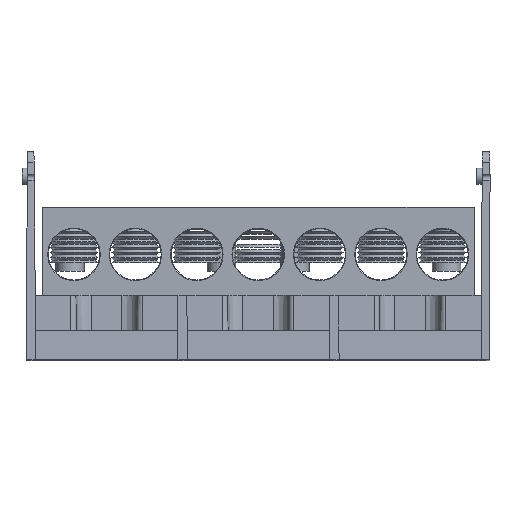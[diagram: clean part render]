
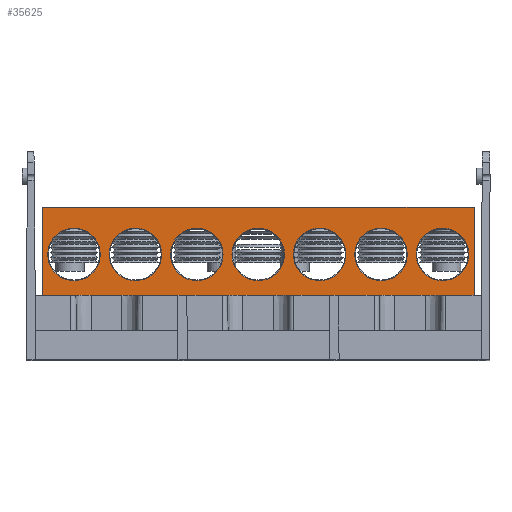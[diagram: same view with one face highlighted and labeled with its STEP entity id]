
A CAD part, top view. The second image highlights one B-rep face of the part: STEP entity #35625.
In plain terms, the highlighted planar face has unit normal (0, 0, 1).
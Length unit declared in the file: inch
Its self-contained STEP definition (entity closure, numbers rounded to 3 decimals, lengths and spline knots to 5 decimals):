
#66 = CIRCLE ( 'NONE', #41982, 0.4475 ) ;
#86 = EDGE_LOOP ( 'NONE', ( #50506 ) ) ;
#439 = FACE_BOUND ( 'NONE', #23889, .T. ) ;
#512 = CARTESIAN_POINT ( 'NONE',  ( 1.045, -0.05, 1.75 ) ) ;
#2041 = CARTESIAN_POINT ( 'NONE',  ( -1.6425, -0.05, 1.75 ) ) ;
#2529 = VERTEX_POINT ( 'NONE', #20434 ) ;
#2564 = VECTOR ( 'NONE', #32962, 39.37008 ) ;
#3027 = EDGE_CURVE ( 'NONE', #8847, #7478, #13167, .T. ) ;
#3153 = DIRECTION ( 'NONE',  ( 1., 0., 0. ) ) ;
#4098 = EDGE_CURVE ( 'NONE', #9913, #34808, #49054, .T. ) ;
#4285 = EDGE_LOOP ( 'NONE', ( #46868 ) ) ;
#4540 = DIRECTION ( 'NONE',  ( 1., 0., 0. ) ) ;
#4996 = DIRECTION ( 'NONE',  ( 0., -1., 0. ) ) ;
#5164 = CARTESIAN_POINT ( 'NONE',  ( 3.675, -0.75, 1.75 ) ) ;
#5541 = CARTESIAN_POINT ( 'NONE',  ( -1.045, -0.05, 1.75 ) ) ;
#6812 = VERTEX_POINT ( 'NONE', #2041 ) ;
#7478 = VERTEX_POINT ( 'NONE', #15121 ) ;
#7811 = DIRECTION ( 'NONE',  ( 0., 0., 1. ) ) ;
#8300 = VECTOR ( 'NONE', #4996, 39.37008 ) ;
#8579 = EDGE_LOOP ( 'NONE', ( #18909 ) ) ;
#8847 = VERTEX_POINT ( 'NONE', #18124 ) ;
#9013 = CARTESIAN_POINT ( 'NONE',  ( 1.4925, -0.05, 1.75 ) ) ;
#9552 = DIRECTION ( 'NONE',  ( 1., 0., 0. ) ) ;
#9849 = CARTESIAN_POINT ( 'NONE',  ( -3.135, -0.05, 1.75 ) ) ;
#9913 = VERTEX_POINT ( 'NONE', #43591 ) ;
#10129 = EDGE_CURVE ( 'NONE', #12605, #12605, #11614, .T. ) ;
#10923 = CARTESIAN_POINT ( 'NONE',  ( -0.5975, -0.05, 1.75 ) ) ;
#11012 = FACE_BOUND ( 'NONE', #8579, .T. ) ;
#11351 = CARTESIAN_POINT ( 'NONE',  ( 2.09, -0.05, 1.75 ) ) ;
#11614 = CIRCLE ( 'NONE', #13209, 0.4475 ) ;
#11893 = EDGE_CURVE ( 'NONE', #40364, #40364, #33733, .T. ) ;
#11984 = EDGE_LOOP ( 'NONE', ( #51170 ) ) ;
#12189 = ORIENTED_EDGE ( 'NONE', *, *, #22634, .T. ) ;
#12218 = AXIS2_PLACEMENT_3D ( 'NONE', #9849, #37479, #13831 ) ;
#12293 = FACE_BOUND ( 'NONE', #86, .T. ) ;
#12605 = VERTEX_POINT ( 'NONE', #10923 ) ;
#13167 = LINE ( 'NONE', #5164, #2564 ) ;
#13209 = AXIS2_PLACEMENT_3D ( 'NONE', #5541, #33187, #9552 ) ;
#13831 = DIRECTION ( 'NONE',  ( 1., 0., 0. ) ) ;
#14276 = VERTEX_POINT ( 'NONE', #45128 ) ;
#14602 = AXIS2_PLACEMENT_3D ( 'NONE', #16968, #44607, #20924 ) ;
#14925 = VERTEX_POINT ( 'NONE', #9013 ) ;
#15121 = CARTESIAN_POINT ( 'NONE',  ( 3.675, -0.75, 1.75 ) ) ;
#15336 = DIRECTION ( 'NONE',  ( 1., 0., 0. ) ) ;
#15860 = VECTOR ( 'NONE', #27932, 39.37008 ) ;
#16968 = CARTESIAN_POINT ( 'NONE',  ( 3.135, -0.05, 1.75 ) ) ;
#18124 = CARTESIAN_POINT ( 'NONE',  ( -3.675, -0.75, 1.75 ) ) ;
#18367 = CIRCLE ( 'NONE', #34664, 0.4475 ) ;
#18909 = ORIENTED_EDGE ( 'NONE', *, *, #43870, .T. ) ;
#19699 = DIRECTION ( 'NONE',  ( 0., 0., -1. ) ) ;
#20434 = CARTESIAN_POINT ( 'NONE',  ( -2.6875, -0.05, 1.75 ) ) ;
#20924 = DIRECTION ( 'NONE',  ( 1., 0., 0. ) ) ;
#21503 = FACE_BOUND ( 'NONE', #26393, .T. ) ;
#22634 = EDGE_CURVE ( 'NONE', #7478, #9913, #48605, .T. ) ;
#23889 = EDGE_LOOP ( 'NONE', ( #31861 ) ) ;
#25605 = CARTESIAN_POINT ( 'NONE',  ( 3.675, 0.75, 1.75 ) ) ;
#25943 = EDGE_LOOP ( 'NONE', ( #28804, #26940, #12189, #27594 ) ) ;
#26393 = EDGE_LOOP ( 'NONE', ( #41102 ) ) ;
#26820 = DIRECTION ( 'NONE',  ( 0., 0., -1. ) ) ;
#26940 = ORIENTED_EDGE ( 'NONE', *, *, #3027, .T. ) ;
#27303 = PLANE ( 'NONE',  #37817 ) ;
#27594 = ORIENTED_EDGE ( 'NONE', *, *, #4098, .T. ) ;
#27908 = CARTESIAN_POINT ( 'NONE',  ( -3.675, 0.75, 1.75 ) ) ;
#27932 = DIRECTION ( 'NONE',  ( 0., 1., 0. ) ) ;
#28036 = VECTOR ( 'NONE', #33710, 39.37008 ) ;
#28217 = DIRECTION ( 'NONE',  ( 0., 0., -1. ) ) ;
#28604 = EDGE_CURVE ( 'NONE', #2529, #2529, #40587, .T. ) ;
#28804 = ORIENTED_EDGE ( 'NONE', *, *, #34097, .T. ) ;
#31026 = AXIS2_PLACEMENT_3D ( 'NONE', #50511, #26820, #3153 ) ;
#31427 = CARTESIAN_POINT ( 'NONE',  ( 0., 0., 1.75 ) ) ;
#31750 = AXIS2_PLACEMENT_3D ( 'NONE', #11351, #38984, #15336 ) ;
#31861 = ORIENTED_EDGE ( 'NONE', *, *, #28604, .T. ) ;
#32004 = FACE_BOUND ( 'NONE', #4285, .T. ) ;
#32146 = VERTEX_POINT ( 'NONE', #45816 ) ;
#32962 = DIRECTION ( 'NONE',  ( 1., 0., 0. ) ) ;
#33187 = DIRECTION ( 'NONE',  ( 0., 0., -1. ) ) ;
#33275 = FACE_BOUND ( 'NONE', #11984, .T. ) ;
#33432 = EDGE_CURVE ( 'NONE', #14925, #14925, #18367, .T. ) ;
#33710 = DIRECTION ( 'NONE',  ( -1., 0., 0. ) ) ;
#33733 = CIRCLE ( 'NONE', #14602, 0.4475 ) ;
#34097 = EDGE_CURVE ( 'NONE', #34808, #8847, #50317, .T. ) ;
#34664 = AXIS2_PLACEMENT_3D ( 'NONE', #512, #28217, #4540 ) ;
#34738 = CARTESIAN_POINT ( 'NONE',  ( 3.5825, -0.05, 1.75 ) ) ;
#34808 = VERTEX_POINT ( 'NONE', #27908 ) ;
#35426 = DIRECTION ( 'NONE',  ( 1., 0., 0. ) ) ;
#35625 = ADVANCED_FACE ( 'NONE', ( #12293, #42516, #33275, #32004, #21503, #11012, #439, #41300 ), #27303, .T. ) ;
#36950 = ORIENTED_EDGE ( 'NONE', *, *, #40221, .T. ) ;
#37479 = DIRECTION ( 'NONE',  ( 0., 0., -1. ) ) ;
#37817 = AXIS2_PLACEMENT_3D ( 'NONE', #31427, #7811, #35426 ) ;
#38984 = DIRECTION ( 'NONE',  ( 0., 0., -1. ) ) ;
#39707 = CARTESIAN_POINT ( 'NONE',  ( 3.675, -0.75, 1.75 ) ) ;
#40221 = EDGE_CURVE ( 'NONE', #14276, #14276, #50671, .T. ) ;
#40364 = VERTEX_POINT ( 'NONE', #34738 ) ;
#40587 = CIRCLE ( 'NONE', #12218, 0.4475 ) ;
#41102 = ORIENTED_EDGE ( 'NONE', *, *, #10129, .T. ) ;
#41288 = CIRCLE ( 'NONE', #31026, 0.4475 ) ;
#41300 = FACE_OUTER_BOUND ( 'NONE', #25943, .T. ) ;
#41982 = AXIS2_PLACEMENT_3D ( 'NONE', #43343, #19699, #47322 ) ;
#42516 = FACE_BOUND ( 'NONE', #48742, .T. ) ;
#43343 = CARTESIAN_POINT ( 'NONE',  ( 0., -0.05, 1.75 ) ) ;
#43591 = CARTESIAN_POINT ( 'NONE',  ( 3.675, 0.75, 1.75 ) ) ;
#43870 = EDGE_CURVE ( 'NONE', #6812, #6812, #41288, .T. ) ;
#44257 = CARTESIAN_POINT ( 'NONE',  ( -3.675, -0.75, 1.75 ) ) ;
#44607 = DIRECTION ( 'NONE',  ( 0., 0., -1. ) ) ;
#45128 = CARTESIAN_POINT ( 'NONE',  ( 2.5375, -0.05, 1.75 ) ) ;
#45816 = CARTESIAN_POINT ( 'NONE',  ( 0.4475, -0.05, 1.75 ) ) ;
#46868 = ORIENTED_EDGE ( 'NONE', *, *, #47493, .T. ) ;
#47322 = DIRECTION ( 'NONE',  ( 1., 0., 0. ) ) ;
#47493 = EDGE_CURVE ( 'NONE', #32146, #32146, #66, .T. ) ;
#48605 = LINE ( 'NONE', #39707, #15860 ) ;
#48742 = EDGE_LOOP ( 'NONE', ( #36950 ) ) ;
#49054 = LINE ( 'NONE', #25605, #28036 ) ;
#50317 = LINE ( 'NONE', #44257, #8300 ) ;
#50506 = ORIENTED_EDGE ( 'NONE', *, *, #11893, .T. ) ;
#50511 = CARTESIAN_POINT ( 'NONE',  ( -2.09, -0.05, 1.75 ) ) ;
#50671 = CIRCLE ( 'NONE', #31750, 0.4475 ) ;
#51170 = ORIENTED_EDGE ( 'NONE', *, *, #33432, .T. ) ;
